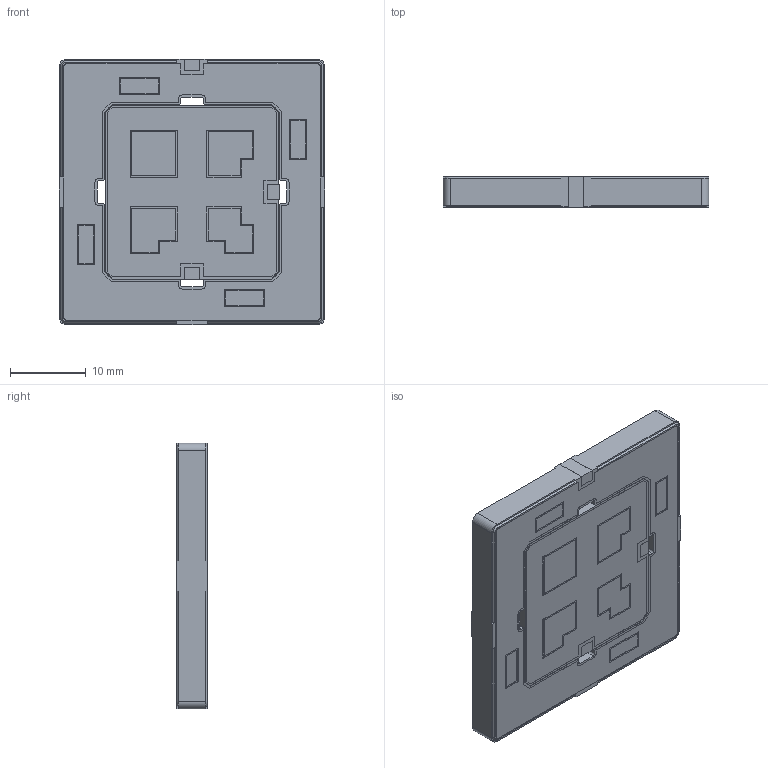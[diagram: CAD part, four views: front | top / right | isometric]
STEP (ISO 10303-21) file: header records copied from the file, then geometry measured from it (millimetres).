
FILE_DESCRIPTION (( 'STEP AP214' ), '1' );
FILE_NAME ('HP5354.STEP', '2024-01-08T12:30:29', ( '' ), ( '' ), 'SwSTEP 2.0', 'SolidWorks 2022', '' );
FILE_SCHEMA (( 'AUTOMOTIVE_DESIGN' ));
Length unit declared in the file: millimetre
Products named in the file (1): HP5354
Bounding box: 35 x 4.03 x 35.01 mm (x, y, z)
Volume: 4834.4 mm3; surface area: 3690.4 mm2
Topology: 1 solids, 1 shells, 691 faces, 1875 edges, 1222 vertices
Faces by surface type: plane 489, bspline 122, cylinder 48, cone 32
Entity records: 31072 total; most frequent: CARTESIAN_POINT 6759, ORIENTED_EDGE 3750, DIRECTION 2899, EDGE_CURVE 1875, VECTOR 1503, LINE 1503, VERTEX_POINT 1222, EDGE_LOOP 735
